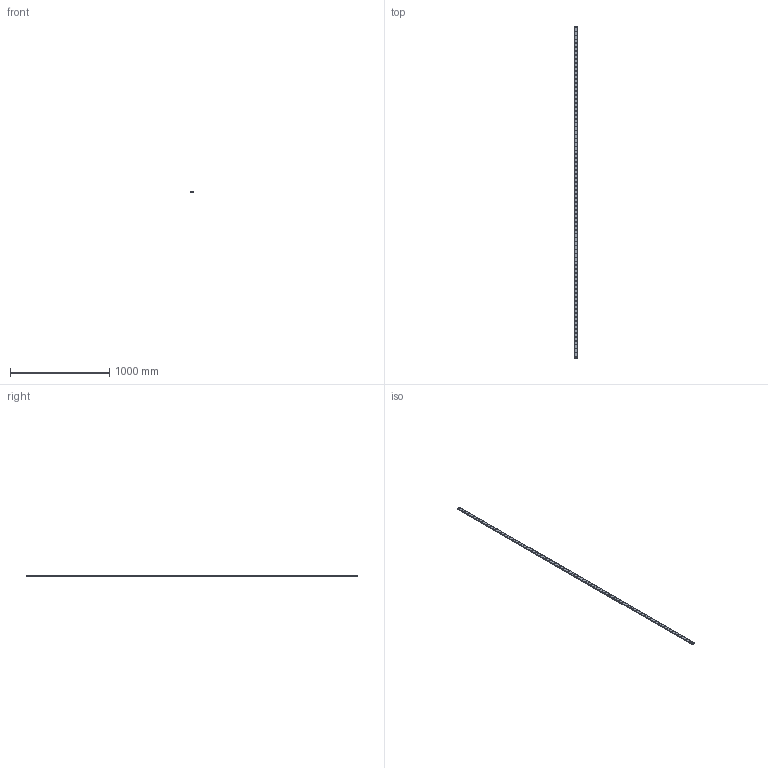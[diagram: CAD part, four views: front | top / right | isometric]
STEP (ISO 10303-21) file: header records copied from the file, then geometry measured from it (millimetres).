
FILE_DESCRIPTION(('STEP AP214'),'1');
FILE_NAME('cctmp_17193DFB-8E3F-47B6-8DD6-CC0C85198019_2021_03_02_12_13_57_0920..stp','2021-03-02T11:13:58',('HIWIN GmbH'),('CADClick - www.CADClick.com'),'Spatial InterOp 3D',' ','unknown authorization');
FILE_SCHEMA(('AUTOMOTIVE_DESIGN'));
Length unit declared in the file: millimetre
Products named in the file (1): WER17R3350H_FILE
Bounding box: 33 x 3350 x 9.3 mm (x, y, z)
Volume: 925175 mm3; surface area: 327489.7 mm2
Topology: 1 solids, 1 shells, 1615 faces, 3315 edges, 2210 vertices
Faces by surface type: cylinder 1026, plane 589
Entity records: 56565 total; most frequent: DIRECTION 8599, CARTESIAN_POINT 7141, ORIENTED_EDGE 6630, AXIS2_PLACEMENT_3D 3668, EDGE_CURVE 3315, VERTEX_POINT 2210, EDGE_LOOP 2123, CIRCLE 2052
